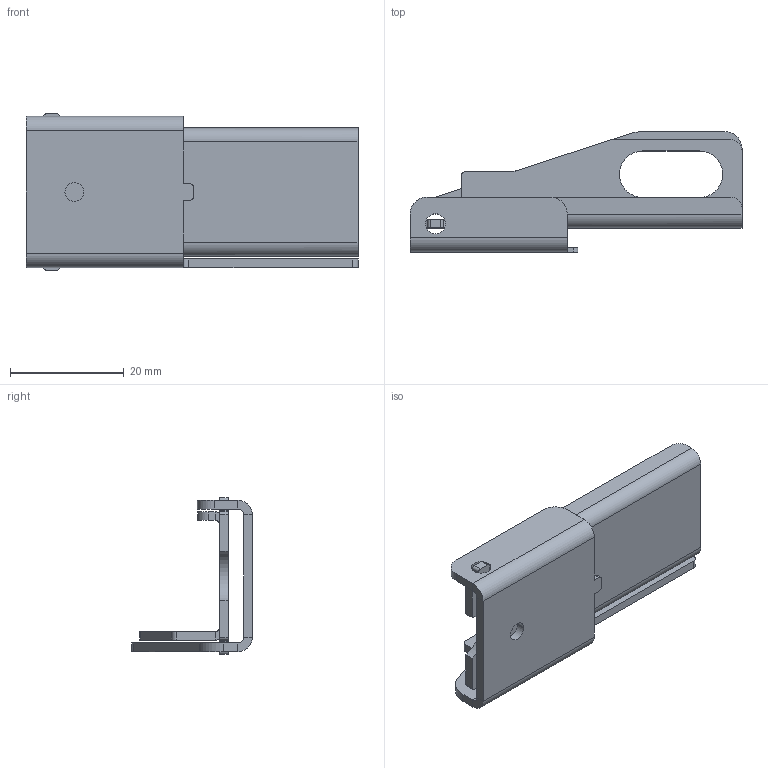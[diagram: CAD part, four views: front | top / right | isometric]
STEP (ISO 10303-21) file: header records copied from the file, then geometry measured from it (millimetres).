
FILE_DESCRIPTION((''),'2;1');
FILE_NAME('SB111604_3D-SIMPLIFIED_ASM','2015-05-22T',('dlavaud'),(''),'PRO/ENGINEER BY PARAMETRIC TECHNOLOGY CORPORATION, 2009280','PRO/ENGINEER BY PARAMETRIC TECHNOLOGY CORPORATION, 2009280','');
FILE_SCHEMA(('CONFIG_CONTROL_DESIGN'));
Length unit declared in the file: millimetre
Products named in the file (5): PRT0042_1; PRT0043_1; EAV6984201_ASM_ASM_1_ASM; SB111604_3D-MODEL_ASM_1_ASM; SB111604_3D-SIMPLIFIED_ASM
Assembly tree (4 placements, depth 4):
  SB111604_3D-SIMPLIFIED_ASM
    SB111604_3D-MODEL_ASM_1_ASM
      EAV6984201_ASM_ASM_1_ASM
        PRT0042_1
        PRT0043_1
Bounding box: 58.5 x 21.25 x 27.6 mm (x, y, z)
Volume: 5163.6 mm3; surface area: 7618.5 mm2
Topology: 2 solids, 2 shells, 112 faces, 292 edges, 184 vertices
Faces by surface type: plane 63, cylinder 47, bspline 2
Entity records: 3690 total; most frequent: CARTESIAN_POINT 723, DIRECTION 628, ORIENTED_EDGE 584, EDGE_CURVE 292, AXIS2_PLACEMENT_3D 218, VECTOR 192, LINE 192, VERTEX_POINT 184
